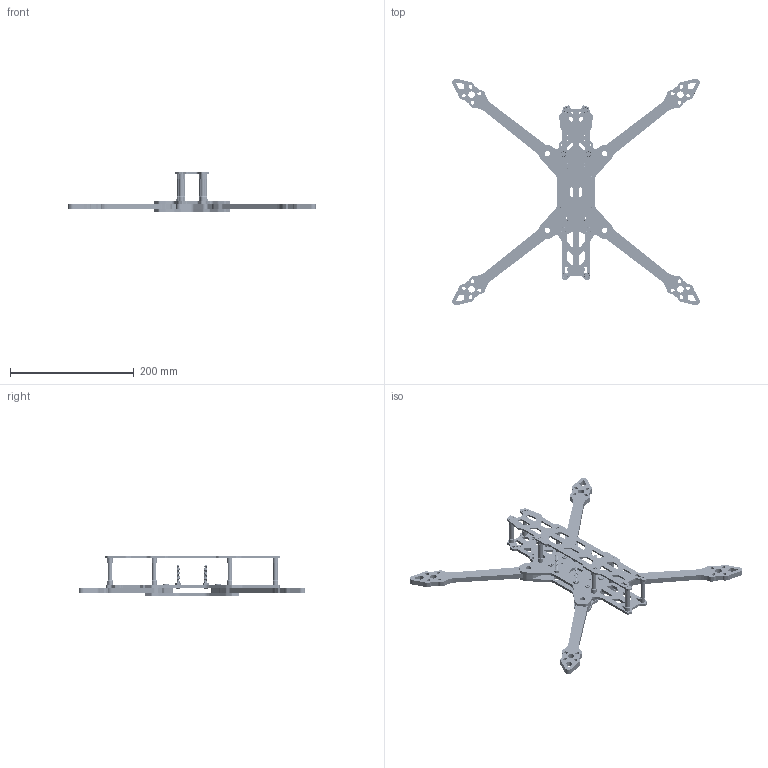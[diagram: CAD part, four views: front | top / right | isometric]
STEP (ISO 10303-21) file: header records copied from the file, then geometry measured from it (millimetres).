
FILE_DESCRIPTION(('FreeCAD Model'),'2;1');
FILE_NAME('Open CASCADE Shape Model','2025-04-26T23:37:21',('FreeCAD'),( 'FreeCAD'),'Open CASCADE STEP processor 7.6','FreeCAD','Unknown');
FILE_SCHEMA(('AUTOMOTIVE_DESIGN { 1 0 10303 214 1 1 1 1 }'));
Products named in the file (1): Open CASCADE STEP translator 7.6 1
Bounding box: 399.36 x 365.47 x 64.02 mm (x, y, z)
Volume: 331684.6 mm3; surface area: 179751 mm2
Topology: 195 solids, 197 shells, 3836 faces, 10100 edges, 6686 vertices
Faces by surface type: bspline 3836
Entity records: 249099 total; most frequent: CARTESIAN_POINT 189155, ORIENTED_EDGE 20200, EDGE_CURVE 10100, B_SPLINE_CURVE_WITH_KNOTS 7838, VERTEX_POINT 6686, FACE_BOUND 4260, EDGE_LOOP 4260, ADVANCED_FACE 3836
